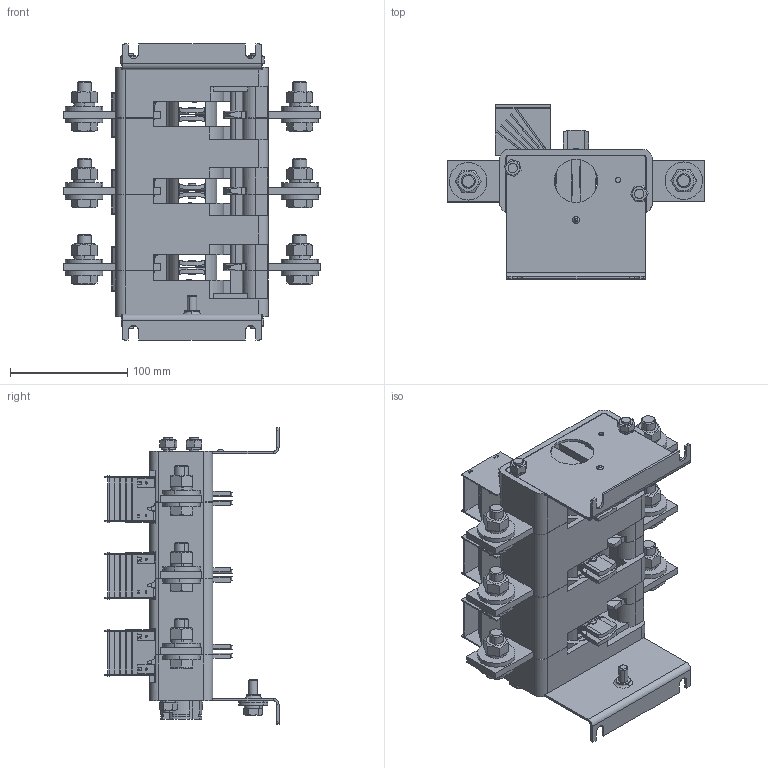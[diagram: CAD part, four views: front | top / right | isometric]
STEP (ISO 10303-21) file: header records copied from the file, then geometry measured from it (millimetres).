
FILE_DESCRIPTION (( 'STEP AP203' ), '1' );
FILE_NAME ('ÂÐ32-39.STEP', '2014-06-25T10:31:26', ( 'admin' ), ( 'Microsoft' ), 'SwSTEP 2.0', 'SolidWorks 2007', '' );
FILE_SCHEMA (( 'CONFIG_CONTROL_DESIGN' ));
Length unit declared in the file: millimetre
Products named in the file (1): 覆32-39
Bounding box: 220 x 148.5 x 252.6 mm (x, y, z)
Surface area: 397851 mm2 (no closed solid volume)
Topology: 0 solids, 160 shells, 1498 faces, 6143 edges, 4605 vertices
Faces by surface type: plane 985, cylinder 435, cone 56, bspline 18, torus 4
Entity records: 69642 total; most frequent: CARTESIAN_POINT 19414, DIRECTION 10319, ORIENTED_EDGE 8997, EDGE_CURVE 6143, VERTEX_POINT 4605, VECTOR 4395, LINE 4395, AXIS2_PLACEMENT_3D 2962
